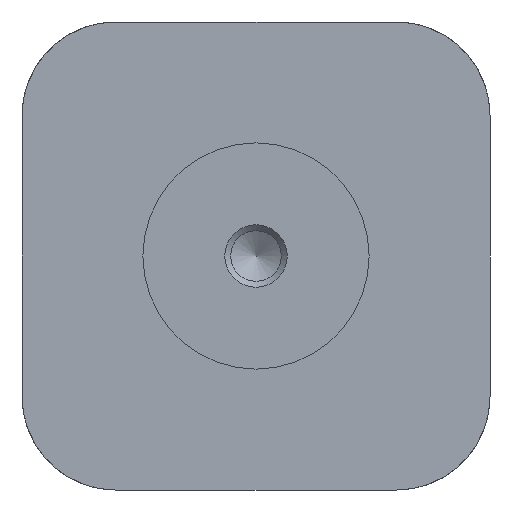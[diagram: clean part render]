
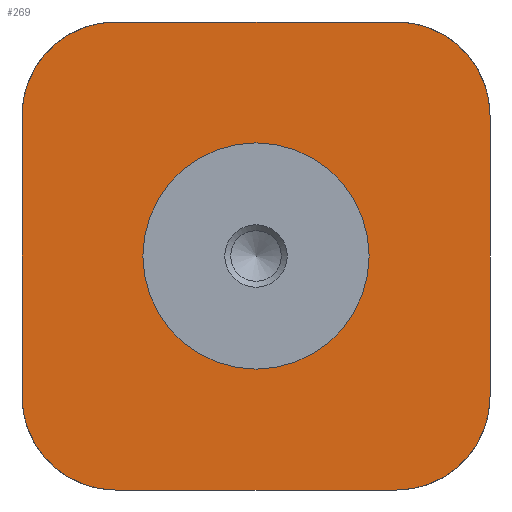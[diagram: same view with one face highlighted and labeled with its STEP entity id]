
A CAD part, front view. The second image highlights one B-rep face of the part: STEP entity #269.
In plain terms, the highlighted planar face has unit normal (0, -1, 0).
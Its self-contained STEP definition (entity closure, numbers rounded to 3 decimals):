
#16=FACE_BOUND('',#66,.T.);
#20=PLANE('',#312);
#49=FACE_OUTER_BOUND('',#65,.T.);
#65=EDGE_LOOP('',(#221,#222,#223,#224,#225,#226,#227,#228));
#66=EDGE_LOOP('',(#229));
#79=LINE('',#534,#95);
#83=LINE('',#543,#99);
#85=LINE('',#550,#101);
#86=LINE('',#554,#102);
#95=VECTOR('',#347,10.);
#99=VECTOR('',#357,10.);
#101=VECTOR('',#365,10.);
#102=VECTOR('',#368,10.);
#110=CIRCLE('',#308,6.);
#111=CIRCLE('',#311,6.);
#112=CIRCLE('',#313,6.);
#113=CIRCLE('',#314,6.);
#114=CIRCLE('',#315,5.65);
#133=VERTEX_POINT('',#531);
#134=VERTEX_POINT('',#533);
#135=VERTEX_POINT('',#537);
#136=VERTEX_POINT('',#541);
#137=VERTEX_POINT('',#545);
#138=VERTEX_POINT('',#549);
#139=VERTEX_POINT('',#551);
#140=VERTEX_POINT('',#553);
#141=VERTEX_POINT('',#556);
#162=EDGE_CURVE('',#133,#134,#79,.T.);
#165=EDGE_CURVE('',#135,#133,#110,.T.);
#167=EDGE_CURVE('',#136,#135,#83,.T.);
#169=EDGE_CURVE('',#137,#136,#111,.T.);
#170=EDGE_CURVE('',#138,#137,#85,.T.);
#171=EDGE_CURVE('',#139,#138,#112,.T.);
#172=EDGE_CURVE('',#140,#139,#86,.T.);
#173=EDGE_CURVE('',#134,#140,#113,.T.);
#174=EDGE_CURVE('',#141,#141,#114,.T.);
#221=ORIENTED_EDGE('',*,*,#169,.F.);
#222=ORIENTED_EDGE('',*,*,#170,.F.);
#223=ORIENTED_EDGE('',*,*,#171,.F.);
#224=ORIENTED_EDGE('',*,*,#172,.F.);
#225=ORIENTED_EDGE('',*,*,#173,.F.);
#226=ORIENTED_EDGE('',*,*,#162,.F.);
#227=ORIENTED_EDGE('',*,*,#165,.F.);
#228=ORIENTED_EDGE('',*,*,#167,.F.);
#229=ORIENTED_EDGE('',*,*,#174,.T.);
#269=ADVANCED_FACE('',(#49,#16),#20,.F.);
#308=AXIS2_PLACEMENT_3D('',#539,#352,#353);
#311=AXIS2_PLACEMENT_3D('',#547,#361,#362);
#312=AXIS2_PLACEMENT_3D('',#548,#363,#364);
#313=AXIS2_PLACEMENT_3D('',#552,#366,#367);
#314=AXIS2_PLACEMENT_3D('',#555,#369,#370);
#315=AXIS2_PLACEMENT_3D('',#557,#371,#372);
#347=DIRECTION('',(-1.,0.,0.));
#352=DIRECTION('center_axis',(0.,1.,0.));
#353=DIRECTION('ref_axis',(1.,0.,0.));
#357=DIRECTION('',(0.,0.,-1.));
#361=DIRECTION('center_axis',(0.,1.,0.));
#362=DIRECTION('ref_axis',(0.,0.,1.));
#363=DIRECTION('center_axis',(0.,1.,0.));
#364=DIRECTION('ref_axis',(0.,0.,1.));
#365=DIRECTION('',(1.,0.,0.));
#366=DIRECTION('center_axis',(0.,1.,0.));
#367=DIRECTION('ref_axis',(-1.,0.,0.));
#368=DIRECTION('',(0.,0.,1.));
#369=DIRECTION('center_axis',(0.,1.,0.));
#370=DIRECTION('ref_axis',(0.,0.,-1.));
#371=DIRECTION('center_axis',(0.,1.,0.));
#372=DIRECTION('ref_axis',(1.,0.,0.));
#531=CARTESIAN_POINT('',(9.,22.,-15.));
#533=CARTESIAN_POINT('',(-9.,22.,-15.));
#534=CARTESIAN_POINT('',(9.,22.,-15.));
#537=CARTESIAN_POINT('',(15.,22.,-9.));
#539=CARTESIAN_POINT('Origin',(9.,22.,-9.));
#541=CARTESIAN_POINT('',(15.,22.,9.));
#543=CARTESIAN_POINT('',(15.,22.,9.));
#545=CARTESIAN_POINT('',(9.,22.,15.));
#547=CARTESIAN_POINT('Origin',(9.,22.,9.));
#548=CARTESIAN_POINT('Origin',(0.,22.,0.));
#549=CARTESIAN_POINT('',(-9.,22.,15.));
#550=CARTESIAN_POINT('',(-9.,22.,15.));
#551=CARTESIAN_POINT('',(-15.,22.,9.));
#552=CARTESIAN_POINT('Origin',(-9.,22.,9.));
#553=CARTESIAN_POINT('',(-15.,22.,-9.));
#554=CARTESIAN_POINT('',(-15.,22.,-9.));
#555=CARTESIAN_POINT('Origin',(-9.,22.,-9.));
#556=CARTESIAN_POINT('',(-5.65,22.,0.));
#557=CARTESIAN_POINT('Origin',(0.,22.,0.));
